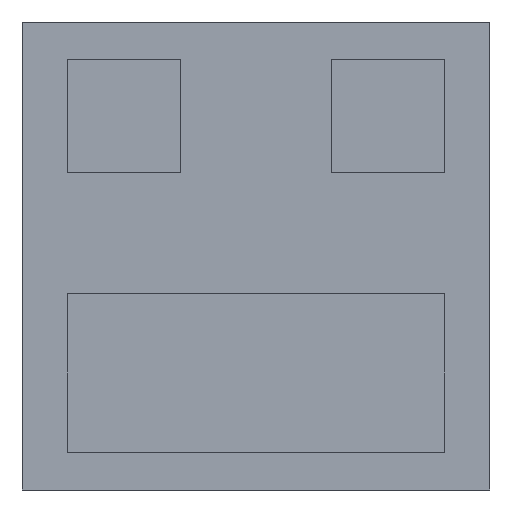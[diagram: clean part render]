
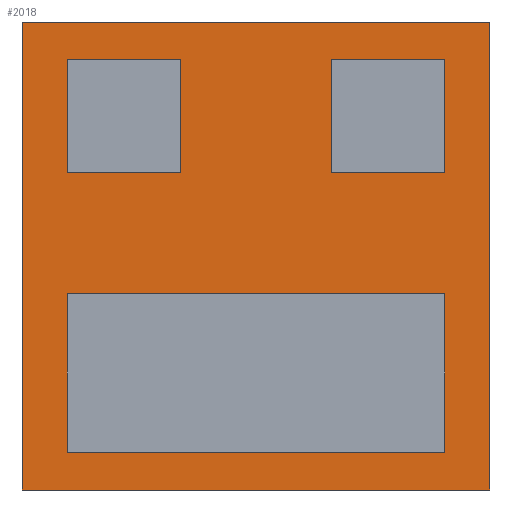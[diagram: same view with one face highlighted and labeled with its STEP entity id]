
A CAD part, left-side view. The second image highlights one B-rep face of the part: STEP entity #2018.
In plain terms, the highlighted planar face has unit normal (-1, 0, 0).
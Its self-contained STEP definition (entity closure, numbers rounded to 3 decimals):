
#374=ORIENTED_EDGE('',*,*,#719,.T.);
#375=ORIENTED_EDGE('',*,*,#725,.T.);
#376=ORIENTED_EDGE('',*,*,#723,.T.);
#377=ORIENTED_EDGE('',*,*,#721,.T.);
#378=ORIENTED_EDGE('',*,*,#762,.T.);
#379=ORIENTED_EDGE('',*,*,#759,.T.);
#380=ORIENTED_EDGE('',*,*,#764,.T.);
#381=ORIENTED_EDGE('',*,*,#756,.T.);
#382=ORIENTED_EDGE('',*,*,#795,.T.);
#383=ORIENTED_EDGE('',*,*,#802,.T.);
#384=ORIENTED_EDGE('',*,*,#800,.T.);
#385=ORIENTED_EDGE('',*,*,#798,.T.);
#386=ORIENTED_EDGE('',*,*,#804,.F.);
#387=ORIENTED_EDGE('',*,*,#814,.F.);
#388=ORIENTED_EDGE('',*,*,#811,.F.);
#389=ORIENTED_EDGE('',*,*,#808,.F.);
#719=EDGE_CURVE('',#991,#990,#1179,.T.);
#721=EDGE_CURVE('',#992,#991,#1181,.T.);
#723=EDGE_CURVE('',#993,#992,#1183,.T.);
#725=EDGE_CURVE('',#990,#993,#1185,.T.);
#756=EDGE_CURVE('',#1015,#1014,#1212,.T.);
#759=EDGE_CURVE('',#1017,#1016,#1215,.T.);
#762=EDGE_CURVE('',#1014,#1017,#1218,.T.);
#764=EDGE_CURVE('',#1016,#1015,#1220,.T.);
#795=EDGE_CURVE('',#1039,#1038,#1247,.T.);
#798=EDGE_CURVE('',#1040,#1039,#1250,.T.);
#800=EDGE_CURVE('',#1041,#1040,#1252,.T.);
#802=EDGE_CURVE('',#1038,#1041,#1254,.T.);
#804=EDGE_CURVE('',#1042,#1043,#1256,.T.);
#808=EDGE_CURVE('',#1043,#1046,#1260,.T.);
#811=EDGE_CURVE('',#1046,#1048,#1263,.T.);
#814=EDGE_CURVE('',#1048,#1042,#1266,.T.);
#990=VERTEX_POINT('',#3308);
#991=VERTEX_POINT('',#3310);
#992=VERTEX_POINT('',#3314);
#993=VERTEX_POINT('',#3318);
#1014=VERTEX_POINT('',#3382);
#1015=VERTEX_POINT('',#3384);
#1016=VERTEX_POINT('',#3388);
#1017=VERTEX_POINT('',#3390);
#1038=VERTEX_POINT('',#3458);
#1039=VERTEX_POINT('',#3460);
#1040=VERTEX_POINT('',#3465);
#1041=VERTEX_POINT('',#3469);
#1042=VERTEX_POINT('',#3478);
#1043=VERTEX_POINT('',#3479);
#1046=VERTEX_POINT('',#3487);
#1048=VERTEX_POINT('',#3493);
#1179=LINE('',#3309,#1427);
#1181=LINE('',#3313,#1429);
#1183=LINE('',#3317,#1431);
#1185=LINE('',#3321,#1433);
#1212=LINE('',#3383,#1460);
#1215=LINE('',#3389,#1463);
#1218=LINE('',#3394,#1466);
#1220=LINE('',#3398,#1468);
#1247=LINE('',#3459,#1495);
#1250=LINE('',#3464,#1498);
#1252=LINE('',#3468,#1500);
#1254=LINE('',#3473,#1502);
#1256=LINE('',#3477,#1504);
#1260=LINE('',#3486,#1508);
#1263=LINE('',#3492,#1511);
#1266=LINE('',#3498,#1514);
#1427=VECTOR('',#2748,1000.);
#1429=VECTOR('',#2752,1000.);
#1431=VECTOR('',#2756,1000.);
#1433=VECTOR('',#2760,1000.);
#1460=VECTOR('',#2815,1000.);
#1463=VECTOR('',#2820,1000.);
#1466=VECTOR('',#2825,1000.);
#1468=VECTOR('',#2831,1000.);
#1495=VECTOR('',#2884,1000.);
#1498=VECTOR('',#2889,1000.);
#1500=VECTOR('',#2893,1000.);
#1502=VECTOR('',#2899,1000.);
#1504=VECTOR('',#2905,1000.);
#1508=VECTOR('',#2911,1000.);
#1511=VECTOR('',#2916,1000.);
#1514=VECTOR('',#2921,1000.);
#1694=EDGE_LOOP('',(#374,#375,#376,#377));
#1695=EDGE_LOOP('',(#378,#379,#380,#381));
#1696=EDGE_LOOP('',(#382,#383,#384,#385));
#1697=EDGE_LOOP('',(#386,#387,#388,#389));
#1816=FACE_BOUND('',#1694,.T.);
#1817=FACE_BOUND('',#1695,.T.);
#1818=FACE_BOUND('',#1696,.T.);
#1819=FACE_BOUND('',#1697,.T.);
#1919=PLANE('',#2571);
#2018=ADVANCED_FACE('',(#1816,#1817,#1818,#1819),#1919,.F.);
#2571=AXIS2_PLACEMENT_3D('',#3501,#2925,#2926);
#2748=DIRECTION('',(0.,0.,1.));
#2752=DIRECTION('',(0.,1.,0.));
#2756=DIRECTION('',(0.,0.,-1.));
#2760=DIRECTION('',(0.,-1.,0.));
#2815=DIRECTION('',(0.,-1.,0.));
#2820=DIRECTION('',(0.,1.,0.));
#2825=DIRECTION('',(0.,0.,-1.));
#2831=DIRECTION('',(0.,0.,1.));
#2884=DIRECTION('',(0.,0.,1.));
#2889=DIRECTION('',(0.,1.,0.));
#2893=DIRECTION('',(0.,0.,-1.));
#2899=DIRECTION('',(0.,-1.,0.));
#2905=DIRECTION('',(0.,-1.,0.));
#2911=DIRECTION('',(0.,0.,-1.));
#2916=DIRECTION('',(0.,1.,0.));
#2921=DIRECTION('',(0.,0.,1.));
#2925=DIRECTION('',(1.,0.,0.));
#2926=DIRECTION('',(0.,1.,0.));
#3308=CARTESIAN_POINT('',(0.,0.25,-0.05));
#3309=CARTESIAN_POINT('',(0.,0.25,0.));
#3310=CARTESIAN_POINT('',(0.,0.25,-0.26));
#3313=CARTESIAN_POINT('',(0.,0.,-0.26));
#3314=CARTESIAN_POINT('',(0.,-0.25,-0.26));
#3317=CARTESIAN_POINT('',(0.,-0.25,0.));
#3318=CARTESIAN_POINT('',(0.,-0.25,-0.05));
#3321=CARTESIAN_POINT('',(0.,0.,-0.05));
#3382=CARTESIAN_POINT('',(0.,-0.25,0.26));
#3383=CARTESIAN_POINT('',(0.,0.,0.26));
#3384=CARTESIAN_POINT('',(0.,-0.1,0.26));
#3388=CARTESIAN_POINT('',(0.,-0.1,0.11));
#3389=CARTESIAN_POINT('',(0.,-0.25,0.11));
#3390=CARTESIAN_POINT('',(0.,-0.25,0.11));
#3394=CARTESIAN_POINT('',(0.,-0.25,0.));
#3398=CARTESIAN_POINT('',(0.,-0.1,0.));
#3458=CARTESIAN_POINT('',(0.,0.25,0.26));
#3459=CARTESIAN_POINT('',(0.,0.25,0.));
#3460=CARTESIAN_POINT('',(0.,0.25,0.11));
#3464=CARTESIAN_POINT('',(0.,0.,0.11));
#3465=CARTESIAN_POINT('',(0.,0.1,0.11));
#3468=CARTESIAN_POINT('',(0.,0.1,0.));
#3469=CARTESIAN_POINT('',(0.,0.1,0.26));
#3473=CARTESIAN_POINT('',(0.,0.,0.26));
#3477=CARTESIAN_POINT('',(0.,0.31,0.31));
#3478=CARTESIAN_POINT('',(0.,0.31,0.31));
#3479=CARTESIAN_POINT('',(0.,-0.31,0.31));
#3486=CARTESIAN_POINT('',(0.,-0.31,0.31));
#3487=CARTESIAN_POINT('',(0.,-0.31,-0.31));
#3492=CARTESIAN_POINT('',(0.,-0.31,-0.31));
#3493=CARTESIAN_POINT('',(0.,0.31,-0.31));
#3498=CARTESIAN_POINT('',(0.,0.31,-0.31));
#3501=CARTESIAN_POINT('',(0.,0.,0.));
